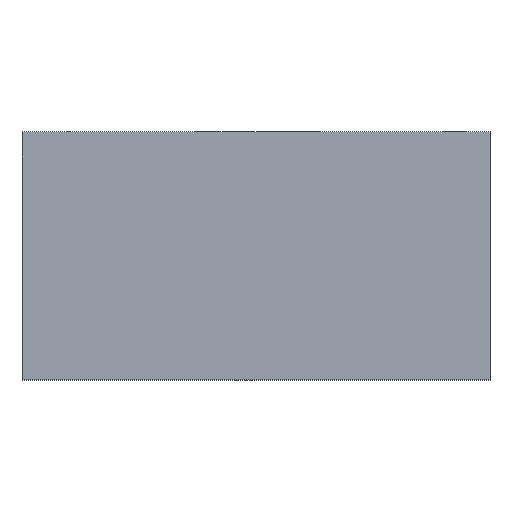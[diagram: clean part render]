
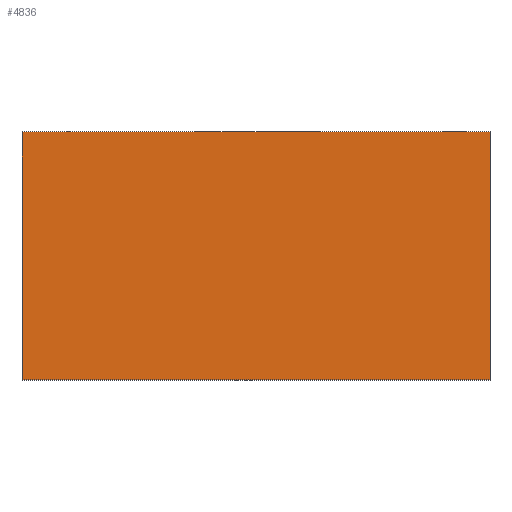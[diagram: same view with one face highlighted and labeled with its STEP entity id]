
A CAD part, top view. The second image highlights one B-rep face of the part: STEP entity #4836.
In plain terms, the highlighted planar face has unit normal (0, 0, 1).
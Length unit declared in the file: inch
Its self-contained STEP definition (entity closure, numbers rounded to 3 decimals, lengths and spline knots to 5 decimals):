
#40=DIRECTION('',(1.,0.,0.));
#41=VECTOR('',#40,2.125);
#42=CARTESIAN_POINT('',(-1.0625,0.,0.5));
#43=LINE('',#42,#41);
#1094=DIRECTION('',(0.,-1.,0.));
#1095=VECTOR('',#1094,1.125);
#1096=CARTESIAN_POINT('',(-1.0625,0.,0.5));
#1097=LINE('',#1096,#1095);
#1101=DIRECTION('',(0.,-1.,0.));
#1102=VECTOR('',#1101,1.125);
#1103=CARTESIAN_POINT('',(1.0625,0.,0.5));
#1104=LINE('',#1103,#1102);
#1738=DIRECTION('',(1.,0.,0.));
#1739=VECTOR('',#1738,2.125);
#1740=CARTESIAN_POINT('',(-1.0625,-1.125,0.5));
#1741=LINE('',#1740,#1739);
#3783=CARTESIAN_POINT('',(-1.0625,0.,0.5));
#3785=VERTEX_POINT('',#3783);
#3786=CARTESIAN_POINT('',(1.0625,0.,0.5));
#3787=VERTEX_POINT('',#3786);
#3791=CARTESIAN_POINT('',(-1.0625,-1.125,0.5));
#3793=VERTEX_POINT('',#3791);
#3794=CARTESIAN_POINT('',(1.0625,-1.125,0.5));
#3795=VERTEX_POINT('',#3794);
#4823=CARTESIAN_POINT('',(-1.0625,0.,0.5));
#4824=DIRECTION('',(0.,0.,1.));
#4825=DIRECTION('',(1.,0.,0.));
#4826=AXIS2_PLACEMENT_3D('',#4823,#4824,#4825);
#4827=PLANE('',#4826);
#4828=ORIENTED_EDGE('',*,*,#4473,.T.);
#4830=ORIENTED_EDGE('',*,*,#4829,.T.);
#4832=ORIENTED_EDGE('',*,*,#4831,.F.);
#4833=ORIENTED_EDGE('',*,*,#4808,.F.);
#4834=EDGE_LOOP('',(#4828,#4830,#4832,#4833));
#4835=FACE_OUTER_BOUND('',#4834,.F.);
#4473=EDGE_CURVE('',#3785,#3787,#43,.T.);
#4808=EDGE_CURVE('',#3785,#3793,#1097,.T.);
#4829=EDGE_CURVE('',#3787,#3795,#1104,.T.);
#4831=EDGE_CURVE('',#3793,#3795,#1741,.T.);
#4836=ADVANCED_FACE('',(#4835),#4827,.T.);
